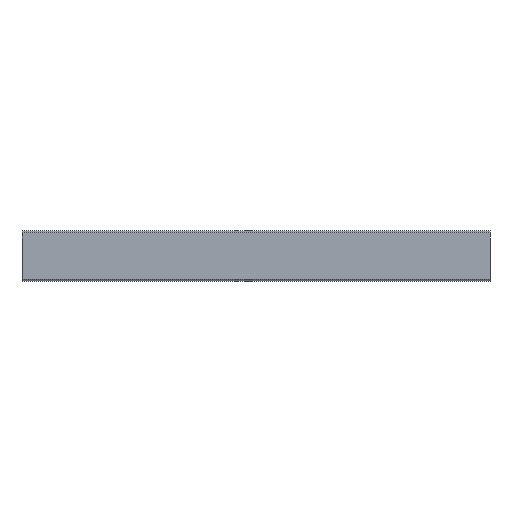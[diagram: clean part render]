
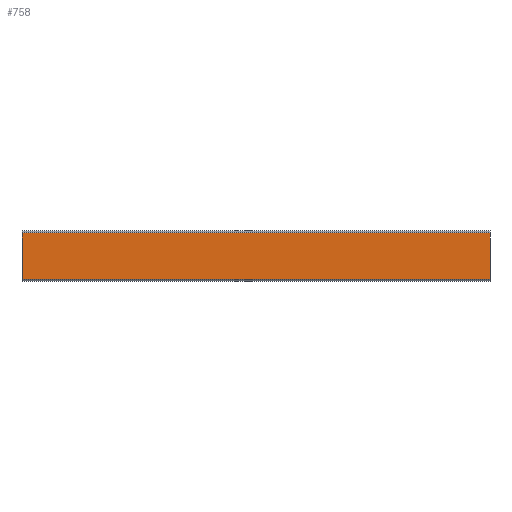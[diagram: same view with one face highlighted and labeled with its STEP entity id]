
A CAD part, front view. The second image highlights one B-rep face of the part: STEP entity #758.
In plain terms, the highlighted planar face has unit normal (0, -1, 0).
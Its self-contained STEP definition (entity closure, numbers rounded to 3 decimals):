
#24=FACE_OUTER_BOUND('',#63,.T.);
#63=EDGE_LOOP('',(#579,#580,#581,#582));
#103=LINE('',#1059,#206);
#134=LINE('',#1126,#237);
#166=LINE('',#1196,#269);
#167=LINE('',#1198,#270);
#206=VECTOR('',#855,1.);
#237=VECTOR('',#892,1000.);
#269=VECTOR('',#936,1.);
#270=VECTOR('',#939,1.);
#319=VERTEX_POINT('',#1056);
#320=VERTEX_POINT('',#1058);
#352=VERTEX_POINT('',#1123);
#353=VERTEX_POINT('',#1125);
#393=EDGE_CURVE('',#319,#320,#103,.T.);
#426=EDGE_CURVE('',#353,#352,#134,.T.);
#462=EDGE_CURVE('',#352,#320,#166,.T.);
#463=EDGE_CURVE('',#353,#319,#167,.T.);
#579=ORIENTED_EDGE('',*,*,#426,.T.);
#580=ORIENTED_EDGE('',*,*,#462,.T.);
#581=ORIENTED_EDGE('',*,*,#393,.F.);
#582=ORIENTED_EDGE('',*,*,#463,.F.);
#723=PLANE('',#807);
#758=ADVANCED_FACE('',(#24),#723,.F.);
#807=AXIS2_PLACEMENT_3D('',#1197,#937,#938);
#855=DIRECTION('',(0.,0.,-1.));
#892=DIRECTION('',(0.,0.,-1.));
#936=DIRECTION('',(1.,0.,0.));
#937=DIRECTION('center_axis',(0.,1.,0.));
#938=DIRECTION('ref_axis',(1.,0.,0.));
#939=DIRECTION('',(1.,0.,0.));
#1056=CARTESIAN_POINT('',(304.8,0.,31.5));
#1058=CARTESIAN_POINT('',(304.8,0.,1.34));
#1059=CARTESIAN_POINT('',(304.8,0.,31.5));
#1123=CARTESIAN_POINT('',(0.,0.,1.34));
#1125=CARTESIAN_POINT('',(0.,0.,31.5));
#1126=CARTESIAN_POINT('',(0.,0.,13.03));
#1196=CARTESIAN_POINT('',(100.,0.,1.34));
#1197=CARTESIAN_POINT('Origin',(350.,0.,1.34));
#1198=CARTESIAN_POINT('',(100.,0.,31.5));
